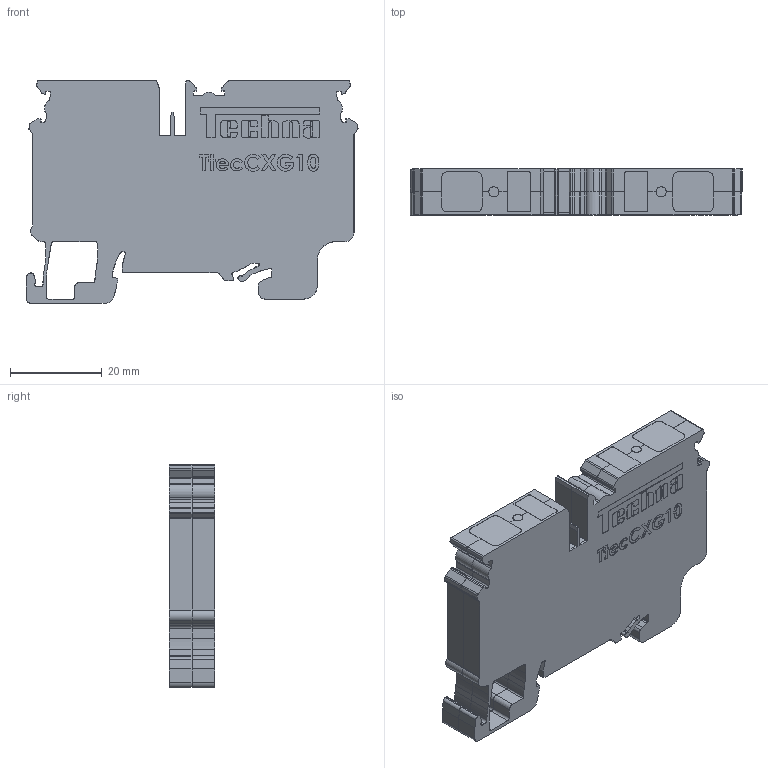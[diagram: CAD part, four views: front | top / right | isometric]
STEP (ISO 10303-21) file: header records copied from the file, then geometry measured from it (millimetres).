
FILE_DESCRIPTION (( 'STEP AP214' ), '1' );
FILE_NAME ('TtecCXG10.STEP', '2020-07-22T09:32:34', ( '' ), ( '' ), 'SwSTEP 2.0', 'SolidWorks 2020', '' );
FILE_SCHEMA (( 'AUTOMOTIVE_DESIGN' ));
Length unit declared in the file: millimetre
Products named in the file (1): TtecCXG10
Bounding box: 72.35 x 10 x 48.5 mm (x, y, z)
Volume: 27923.9 mm3; surface area: 9544.2 mm2
Topology: 1 solids, 2 shells, 967 faces, 2768 edges, 1844 vertices
Faces by surface type: plane 520, cylinder 357, bspline 90
Entity records: 44639 total; most frequent: CARTESIAN_POINT 11548, ORIENTED_EDGE 5536, DIRECTION 5056, EDGE_CURVE 2768, VECTOR 1872, LINE 1872, VERTEX_POINT 1844, AXIS2_PLACEMENT_3D 1592
